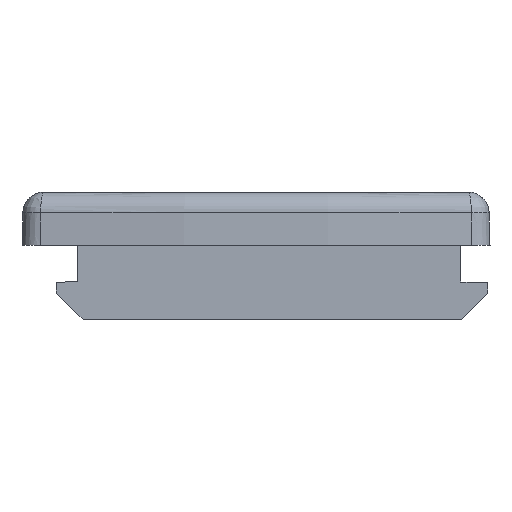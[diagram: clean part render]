
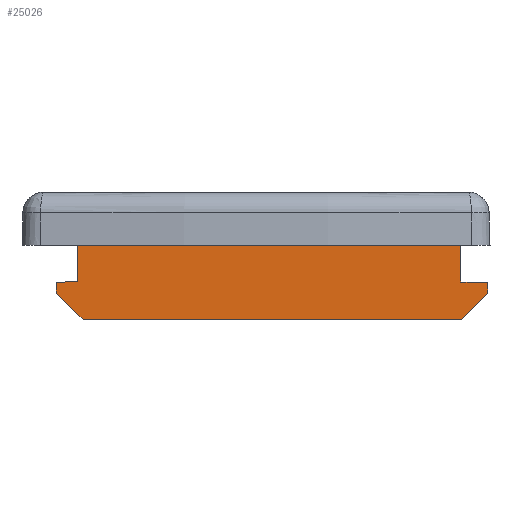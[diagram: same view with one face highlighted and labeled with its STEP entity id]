
A CAD part, front view. The second image highlights one B-rep face of the part: STEP entity #25026.
In plain terms, the highlighted planar face has unit normal (0, -1, 0).
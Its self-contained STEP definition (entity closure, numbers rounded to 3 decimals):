
#24942=AXIS2_PLACEMENT_3D('Plane Axis2P3D',#24939,#24940,#24941) ;
#24939=CARTESIAN_POINT('Axis2P3D Location',(43.974,14.987,7.)) ;
#24944=CARTESIAN_POINT('Line Origine',(23.539,14.987,0.)) ;
#24948=CARTESIAN_POINT('Vertex',(41.341,14.987,0.)) ;
#24950=CARTESIAN_POINT('Vertex',(5.737,14.987,0.)) ;
#24953=CARTESIAN_POINT('Line Origine',(42.547,14.987,1.25)) ;
#24957=CARTESIAN_POINT('Vertex',(43.754,14.987,2.5)) ;
#24960=CARTESIAN_POINT('Line Origine',(43.746,14.987,3.006)) ;
#24964=CARTESIAN_POINT('Vertex',(43.737,14.987,3.513)) ;
#24967=CARTESIAN_POINT('Line Origine',(42.487,14.987,3.535)) ;
#24971=CARTESIAN_POINT('Vertex',(41.237,14.987,3.556)) ;
#24974=CARTESIAN_POINT('Line Origine',(41.237,14.987,5.278)) ;
#24978=CARTESIAN_POINT('Vertex',(41.237,14.987,7.)) ;
#24981=CARTESIAN_POINT('Line Origine',(23.237,14.987,7.)) ;
#24985=CARTESIAN_POINT('Vertex',(5.237,14.987,7.)) ;
#24988=CARTESIAN_POINT('Line Origine',(5.237,14.987,5.3)) ;
#24992=CARTESIAN_POINT('Vertex',(5.237,14.987,3.6)) ;
#24995=CARTESIAN_POINT('Line Origine',(4.237,14.987,3.565)) ;
#24999=CARTESIAN_POINT('Vertex',(3.237,14.987,3.53)) ;
#25002=CARTESIAN_POINT('Line Origine',(3.237,14.987,3.015)) ;
#25006=CARTESIAN_POINT('Vertex',(3.237,14.987,2.5)) ;
#25009=CARTESIAN_POINT('Line Origine',(4.487,14.987,1.25)) ;
#24940=DIRECTION('Axis2P3D Direction',(0.,-1.,0.)) ;
#24941=DIRECTION('Axis2P3D XDirection',(1.,0.,0.)) ;
#24945=DIRECTION('Vector Direction',(-1.,0.,0.)) ;
#24954=DIRECTION('Vector Direction',(0.695,0.,0.719)) ;
#24961=DIRECTION('Vector Direction',(0.017,0.,-1.)) ;
#24968=DIRECTION('Vector Direction',(-1.,0.,0.017)) ;
#24975=DIRECTION('Vector Direction',(0.,0.,-1.)) ;
#24982=DIRECTION('Vector Direction',(-1.,0.,0.)) ;
#24989=DIRECTION('Vector Direction',(0.,0.,-1.)) ;
#24996=DIRECTION('Vector Direction',(0.999,0.,0.035)) ;
#25003=DIRECTION('Vector Direction',(0.,0.,1.)) ;
#25010=DIRECTION('Vector Direction',(0.707,0.,-0.707)) ;
#24946=VECTOR('Line Direction',#24945,1.) ;
#24955=VECTOR('Line Direction',#24954,1.) ;
#24962=VECTOR('Line Direction',#24961,1.) ;
#24969=VECTOR('Line Direction',#24968,1.) ;
#24976=VECTOR('Line Direction',#24975,1.) ;
#24983=VECTOR('Line Direction',#24982,1.) ;
#24990=VECTOR('Line Direction',#24989,1.) ;
#24997=VECTOR('Line Direction',#24996,1.) ;
#25004=VECTOR('Line Direction',#25003,1.) ;
#25011=VECTOR('Line Direction',#25010,1.) ;
#25015=ORIENTED_EDGE('',*,*,#24952,.F.) ;
#25016=ORIENTED_EDGE('',*,*,#24959,.T.) ;
#25017=ORIENTED_EDGE('',*,*,#24966,.F.) ;
#25018=ORIENTED_EDGE('',*,*,#24973,.T.) ;
#25019=ORIENTED_EDGE('',*,*,#24980,.F.) ;
#25020=ORIENTED_EDGE('',*,*,#24987,.T.) ;
#25021=ORIENTED_EDGE('',*,*,#24994,.T.) ;
#25022=ORIENTED_EDGE('',*,*,#25001,.F.) ;
#25023=ORIENTED_EDGE('',*,*,#25008,.F.) ;
#25024=ORIENTED_EDGE('',*,*,#25013,.T.) ;
#25026=ADVANCED_FACE('CABTITE EP B 24/18 GY',(#25025),#24943,.T.) ;
#24952=EDGE_CURVE('',#24949,#24951,#24947,.T.) ;
#24959=EDGE_CURVE('',#24949,#24958,#24956,.T.) ;
#24966=EDGE_CURVE('',#24965,#24958,#24963,.T.) ;
#24973=EDGE_CURVE('',#24965,#24972,#24970,.T.) ;
#24980=EDGE_CURVE('',#24979,#24972,#24977,.T.) ;
#24987=EDGE_CURVE('',#24979,#24986,#24984,.T.) ;
#24994=EDGE_CURVE('',#24986,#24993,#24991,.T.) ;
#25001=EDGE_CURVE('',#25000,#24993,#24998,.T.) ;
#25008=EDGE_CURVE('',#25007,#25000,#25005,.T.) ;
#25013=EDGE_CURVE('',#25007,#24951,#25012,.T.) ;
#25014=EDGE_LOOP('',(#25015,#25016,#25017,#25018,#25019,#25020,#25021,#25022,#25023,#25024)) ;
#25025=FACE_OUTER_BOUND('',#25014,.T.) ;
#24947=LINE('Line',#24944,#24946) ;
#24956=LINE('Line',#24953,#24955) ;
#24963=LINE('Line',#24960,#24962) ;
#24970=LINE('Line',#24967,#24969) ;
#24977=LINE('Line',#24974,#24976) ;
#24984=LINE('Line',#24981,#24983) ;
#24991=LINE('Line',#24988,#24990) ;
#24998=LINE('Line',#24995,#24997) ;
#25005=LINE('Line',#25002,#25004) ;
#25012=LINE('Line',#25009,#25011) ;
#24943=PLANE('',#24942) ;
#24949=VERTEX_POINT('',#24948) ;
#24951=VERTEX_POINT('',#24950) ;
#24958=VERTEX_POINT('',#24957) ;
#24965=VERTEX_POINT('',#24964) ;
#24972=VERTEX_POINT('',#24971) ;
#24979=VERTEX_POINT('',#24978) ;
#24986=VERTEX_POINT('',#24985) ;
#24993=VERTEX_POINT('',#24992) ;
#25000=VERTEX_POINT('',#24999) ;
#25007=VERTEX_POINT('',#25006) ;
